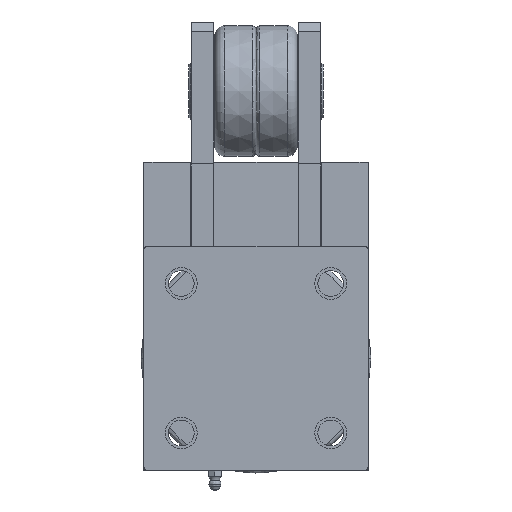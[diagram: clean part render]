
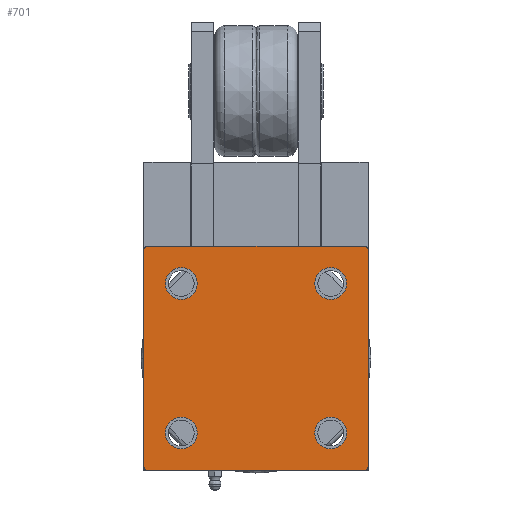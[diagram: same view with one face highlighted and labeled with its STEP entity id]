
A CAD part, left-side view. The second image highlights one B-rep face of the part: STEP entity #701.
In plain terms, the highlighted planar face has unit normal (-1, 0, 0).
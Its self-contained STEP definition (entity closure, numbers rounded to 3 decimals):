
#701=ADVANCED_FACE('',(#1601,#1602,#1603,#1604,#1605),#1606,.T.);
#1601=FACE_OUTER_BOUND('',#2970,.T.);
#1602=FACE_BOUND('',#2971,.T.);
#1603=FACE_BOUND('',#2972,.T.);
#1604=FACE_BOUND('',#2973,.T.);
#1605=FACE_BOUND('',#2974,.T.);
#1606=PLANE('',#2975);
#2970=EDGE_LOOP('',(#4770,#4771,#4772,#4773,#4774,#4775,#4776,#4777));
#2971=EDGE_LOOP('',(#4778,#4779));
#2972=EDGE_LOOP('',(#4780,#4781));
#2973=EDGE_LOOP('',(#4782,#4783));
#2974=EDGE_LOOP('',(#4784,#4785));
#2975=AXIS2_PLACEMENT_3D('',#4786,#4787,#4788);
#4770=ORIENTED_EDGE('',*,*,#6231,.T.);
#4771=ORIENTED_EDGE('',*,*,#6223,.T.);
#4772=ORIENTED_EDGE('',*,*,#6219,.T.);
#4773=ORIENTED_EDGE('',*,*,#6255,.T.);
#4774=ORIENTED_EDGE('',*,*,#6251,.T.);
#4775=ORIENTED_EDGE('',*,*,#6257,.T.);
#4776=ORIENTED_EDGE('',*,*,#6258,.T.);
#4777=ORIENTED_EDGE('',*,*,#6259,.T.);
#4778=ORIENTED_EDGE('',*,*,#6167,.T.);
#4779=ORIENTED_EDGE('',*,*,#5764,.T.);
#4780=ORIENTED_EDGE('',*,*,#6164,.T.);
#4781=ORIENTED_EDGE('',*,*,#5769,.T.);
#4782=ORIENTED_EDGE('',*,*,#6161,.T.);
#4783=ORIENTED_EDGE('',*,*,#5774,.T.);
#4784=ORIENTED_EDGE('',*,*,#6170,.T.);
#4785=ORIENTED_EDGE('',*,*,#5759,.T.);
#4786=CARTESIAN_POINT('',(-0.5,0.,0.));
#4787=DIRECTION('',(-1.0,0.,0.));
#4788=DIRECTION('',(0.,1.0,0.));
#5759=EDGE_CURVE('',#6681,#6678,#6682,.T.);
#5764=EDGE_CURVE('',#6690,#6687,#6691,.T.);
#5769=EDGE_CURVE('',#6699,#6696,#6700,.T.);
#5774=EDGE_CURVE('',#6708,#6705,#6709,.T.);
#6161=EDGE_CURVE('',#6705,#6708,#7276,.T.);
#6164=EDGE_CURVE('',#6696,#6699,#7279,.T.);
#6167=EDGE_CURVE('',#6687,#6690,#7282,.T.);
#6170=EDGE_CURVE('',#6678,#6681,#7285,.T.);
#6219=EDGE_CURVE('',#7334,#7346,#7348,.T.);
#6223=EDGE_CURVE('',#7350,#7334,#7354,.T.);
#6231=EDGE_CURVE('',#7358,#7350,#7366,.T.);
#6251=EDGE_CURVE('',#7392,#7400,#7402,.T.);
#6255=EDGE_CURVE('',#7346,#7392,#7406,.T.);
#6257=EDGE_CURVE('',#7400,#7408,#7409,.T.);
#6258=EDGE_CURVE('',#7408,#7410,#7411,.T.);
#6259=EDGE_CURVE('',#7410,#7358,#7412,.T.);
#6678=VERTEX_POINT('',#8035);
#6681=VERTEX_POINT('',#8039);
#6682=CIRCLE('',#8040,8.5);
#6687=VERTEX_POINT('',#8046);
#6690=VERTEX_POINT('',#8050);
#6691=CIRCLE('',#8051,8.5);
#6696=VERTEX_POINT('',#8057);
#6699=VERTEX_POINT('',#8061);
#6700=CIRCLE('',#8062,8.5);
#6705=VERTEX_POINT('',#8068);
#6708=VERTEX_POINT('',#8072);
#6709=CIRCLE('',#8073,8.5);
#7276=CIRCLE('',#9343,8.5);
#7279=CIRCLE('',#9346,8.5);
#7282=CIRCLE('',#9349,8.5);
#7285=CIRCLE('',#9352,8.5);
#7334=VERTEX_POINT('',#9443);
#7346=VERTEX_POINT('',#9461);
#7348=LINE('',#9464,#9465);
#7350=VERTEX_POINT('',#9467);
#7354=CIRCLE('',#9472,2.0);
#7358=VERTEX_POINT('',#9477);
#7366=LINE('',#9489,#9490);
#7392=VERTEX_POINT('',#9528);
#7400=VERTEX_POINT('',#9540);
#7402=LINE('',#9543,#9544);
#7406=CIRCLE('',#9548,2.0);
#7408=VERTEX_POINT('',#9550);
#7409=CIRCLE('',#9551,2.0);
#7410=VERTEX_POINT('',#9552);
#7411=LINE('',#9553,#9554);
#7412=CIRCLE('',#9555,2.0);
#8035=CARTESIAN_POINT('',(-0.5,48.5,-40.0));
#8039=CARTESIAN_POINT('',(-0.5,31.5,-40.0));
#8040=AXIS2_PLACEMENT_3D('',#10213,#10214,#10215);
#8046=CARTESIAN_POINT('',(-0.5,-31.5,-40.0));
#8050=CARTESIAN_POINT('',(-0.5,-48.5,-40.0));
#8051=AXIS2_PLACEMENT_3D('',#10221,#10222,#10223);
#8057=CARTESIAN_POINT('',(-0.5,48.5,40.0));
#8061=CARTESIAN_POINT('',(-0.5,31.5,40.0));
#8062=AXIS2_PLACEMENT_3D('',#10229,#10230,#10231);
#8068=CARTESIAN_POINT('',(-0.5,-31.5,40.0));
#8072=CARTESIAN_POINT('',(-0.5,-48.5,40.0));
#8073=AXIS2_PLACEMENT_3D('',#10237,#10238,#10239);
#9343=AXIS2_PLACEMENT_3D('',#10830,#10831,#10832);
#9346=AXIS2_PLACEMENT_3D('',#10836,#10837,#10838);
#9349=AXIS2_PLACEMENT_3D('',#10842,#10843,#10844);
#9352=AXIS2_PLACEMENT_3D('',#10848,#10849,#10850);
#9443=CARTESIAN_POINT('',(-0.5,58.0,-60.0));
#9461=CARTESIAN_POINT('',(-0.5,-58.0,-60.0));
#9464=CARTESIAN_POINT('',(-0.5,58.0,-60.0));
#9465=VECTOR('',#10900,116.0);
#9467=CARTESIAN_POINT('',(-0.5,60.0,-58.0));
#9472=AXIS2_PLACEMENT_3D('',#10905,#10906,#10907);
#9477=CARTESIAN_POINT('',(-0.5,60.0,58.0));
#9489=CARTESIAN_POINT('',(-0.5,60.0,58.0));
#9490=VECTOR('',#10913,116.0);
#9528=CARTESIAN_POINT('',(-0.5,-60.0,-58.0));
#9540=CARTESIAN_POINT('',(-0.5,-60.0,58.0));
#9543=CARTESIAN_POINT('',(-0.5,-60.0,-58.0));
#9544=VECTOR('',#10931,116.0);
#9548=AXIS2_PLACEMENT_3D('',#10935,#10936,#10937);
#9550=CARTESIAN_POINT('',(-0.5,-58.0,60.0));
#9551=AXIS2_PLACEMENT_3D('',#10938,#10939,#10940);
#9552=CARTESIAN_POINT('',(-0.5,58.0,60.0));
#9553=CARTESIAN_POINT('',(-0.5,-58.0,60.0));
#9554=VECTOR('',#10941,116.0);
#9555=AXIS2_PLACEMENT_3D('',#10942,#10943,#10944);
#10213=CARTESIAN_POINT('',(-0.5,40.0,-40.0));
#10214=DIRECTION('',(1.0,0.,0.));
#10215=DIRECTION('',(0.,1.0,0.));
#10221=CARTESIAN_POINT('',(-0.5,-40.0,-40.0));
#10222=DIRECTION('',(1.0,0.,0.));
#10223=DIRECTION('',(0.,1.0,0.));
#10229=CARTESIAN_POINT('',(-0.5,40.0,40.0));
#10230=DIRECTION('',(1.0,0.,0.));
#10231=DIRECTION('',(0.,1.0,0.));
#10237=CARTESIAN_POINT('',(-0.5,-40.0,40.0));
#10238=DIRECTION('',(1.0,0.,0.));
#10239=DIRECTION('',(0.,1.0,0.));
#10830=CARTESIAN_POINT('',(-0.5,-40.0,40.0));
#10831=DIRECTION('',(1.0,0.,0.));
#10832=DIRECTION('',(0.,1.0,0.));
#10836=CARTESIAN_POINT('',(-0.5,40.0,40.0));
#10837=DIRECTION('',(1.0,0.,0.));
#10838=DIRECTION('',(0.,1.0,0.));
#10842=CARTESIAN_POINT('',(-0.5,-40.0,-40.0));
#10843=DIRECTION('',(1.0,0.,0.));
#10844=DIRECTION('',(0.,1.0,0.));
#10848=CARTESIAN_POINT('',(-0.5,40.0,-40.0));
#10849=DIRECTION('',(1.0,0.,0.));
#10850=DIRECTION('',(0.,1.0,0.));
#10900=DIRECTION('',(0.,-1.0,0.));
#10905=CARTESIAN_POINT('',(-0.5,58.0,-58.0));
#10906=DIRECTION('',(-1.0,0.,0.));
#10907=DIRECTION('',(0.,-1.0,0.));
#10913=DIRECTION('',(0.,0.0,-1.0));
#10931=DIRECTION('',(0.,0.0,1.0));
#10935=CARTESIAN_POINT('',(-0.5,-58.0,-58.0));
#10936=DIRECTION('',(-1.0,0.,0.));
#10937=DIRECTION('',(0.,-1.0,0.));
#10938=CARTESIAN_POINT('',(-0.5,-58.0,58.0));
#10939=DIRECTION('',(-1.0,0.,0.));
#10940=DIRECTION('',(0.,-1.0,0.));
#10941=DIRECTION('',(0.,1.0,0.));
#10942=CARTESIAN_POINT('',(-0.5,58.0,58.0));
#10943=DIRECTION('',(-1.0,0.,0.));
#10944=DIRECTION('',(0.,-1.0,0.));
